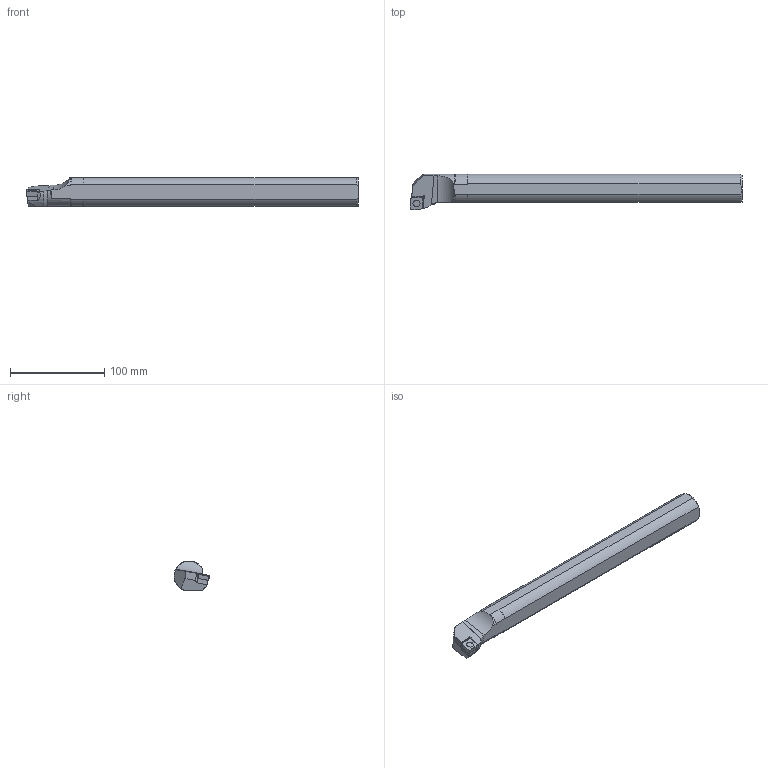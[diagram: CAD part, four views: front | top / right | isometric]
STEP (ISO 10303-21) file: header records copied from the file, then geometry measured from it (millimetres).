
FILE_DESCRIPTION(/* description */ (''),/* implementation_level */ '2;1');
FILE_NAME(/* name */ 'S32USCLCR12-A_SIM.stp',/* time_stamp */ '2021-08-26T11:05:41+02:00',/* author */ (''),/* organization */ (''),/* preprocessor_version */ 'ST-DEVELOPER v16.7',/* originating_system */ 'SIEMENS PLM Software NX 12.0',/* authorisation */ '');
FILE_SCHEMA (('AUTOMOTIVE_DESIGN { 1 0 10303 214 3 1 1 1 }'));
Length unit declared in the file: millimetre
Products named in the file (1): krab962C9A89fmre
Bounding box: 351.55 x 37.93 x 30 mm (x, y, z)
Volume: 259049 mm3; surface area: 36192.7 mm2
Topology: 2 solids, 2 shells, 57 faces, 157 edges, 104 vertices
Faces by surface type: plane 23, cylinder 16, cone 9, torus 5, bspline 4
Full cylindrical faces by diameter (mm): 5.5 x1, 7.5 x1
Entity records: 2216 total; most frequent: CARTESIAN_POINT 831, ORIENTED_EDGE 306, DIRECTION 246, EDGE_CURVE 153, VERTEX_POINT 103, AXIS2_PLACEMENT_3D 94, EDGE_LOOP 62, LINE 58
